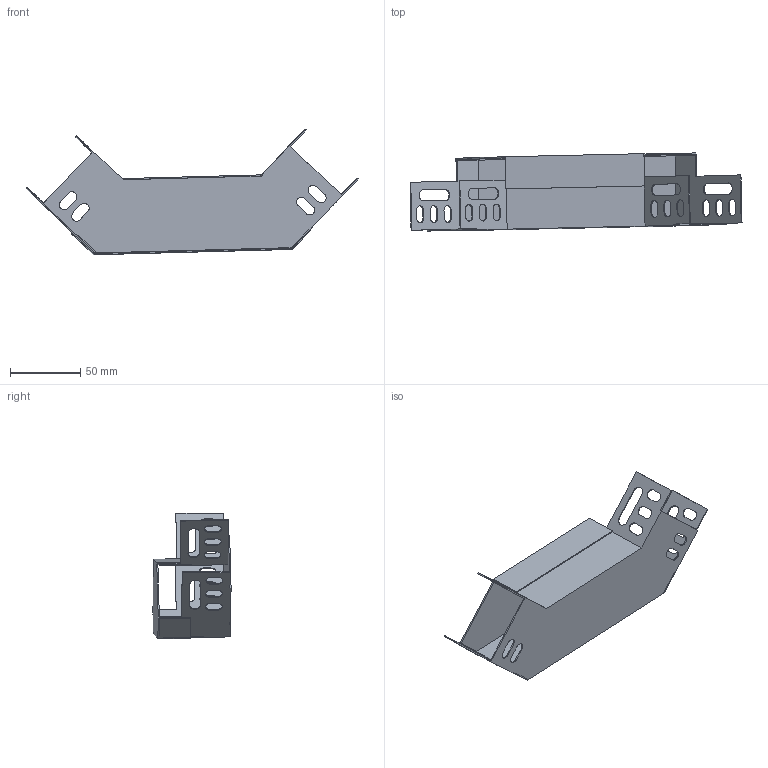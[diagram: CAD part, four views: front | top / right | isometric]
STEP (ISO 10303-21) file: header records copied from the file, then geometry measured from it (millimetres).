
FILE_DESCRIPTION (( 'STEP AP203' ), '1' );
FILE_NAME ('CLP2P-050-050-M-HDZ Ïîâîðîò íà 90 ãð. 50õ50 IEK HDZ.STEP', '2016-02-29T07:14:37', ( '' ), ( '' ), 'SwSTEP 2.0', 'SolidWorks 2014', '' );
FILE_SCHEMA (( 'CONFIG_CONTROL_DESIGN' ));
Length unit declared in the file: millimetre
Products named in the file (1): CLP2P-050-050-M-HDZ Ïîâîðîò íà 90 ãð. 50õ50 IEK HDZ
Bounding box: 236.55 x 55.68 x 89.53 mm (x, y, z)
Volume: 33487.5 mm3; surface area: 86017.1 mm2
Topology: 2 solids, 2 shells, 138 faces, 400 edges, 264 vertices
Faces by surface type: plane 98, cylinder 40
Entity records: 4683 total; most frequent: CARTESIAN_POINT 803, ORIENTED_EDGE 800, DIRECTION 758, EDGE_CURVE 400, LINE 320, VECTOR 320, VERTEX_POINT 264, AXIS2_PLACEMENT_3D 219
